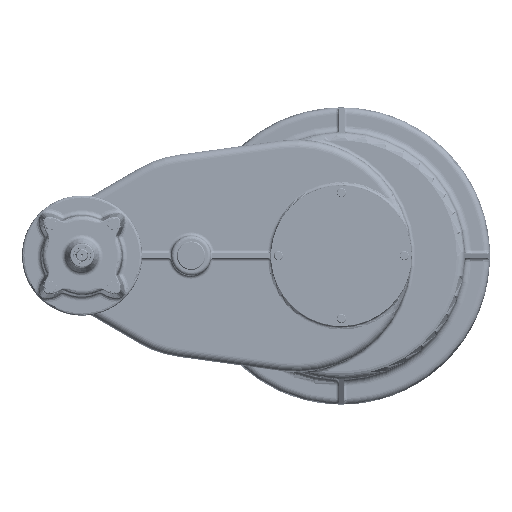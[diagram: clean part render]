
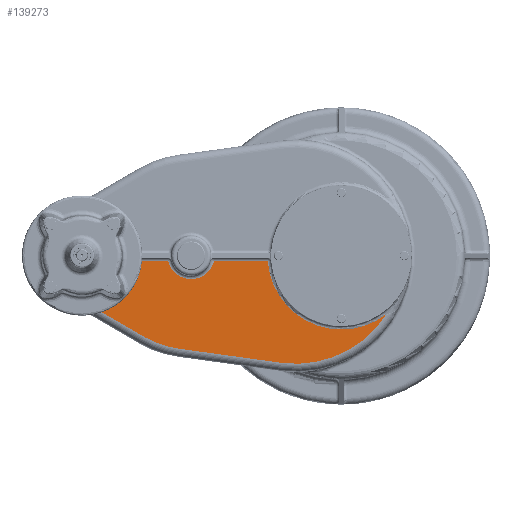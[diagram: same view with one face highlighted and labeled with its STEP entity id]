
A CAD part, top view. The second image highlights one B-rep face of the part: STEP entity #139273.
In plain terms, the highlighted planar face has unit normal (0, 0, 1).
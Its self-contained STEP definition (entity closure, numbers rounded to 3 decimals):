
#4363=LINE('',#210896,#13751);
#4365=LINE('',#210904,#13753);
#4366=LINE('',#210908,#13754);
#4408=LINE('',#211090,#13796);
#4409=LINE('',#211094,#13797);
#4410=LINE('',#211096,#13798);
#13751=VECTOR('',#165516,1000.);
#13753=VECTOR('',#165524,1000.);
#13754=VECTOR('',#165531,1000.);
#13796=VECTOR('',#165735,1000.);
#13797=VECTOR('',#165738,1000.);
#13798=VECTOR('',#165739,1000.);
#29189=ORIENTED_EDGE('',*,*,#72292,.T.);
#29190=ORIENTED_EDGE('',*,*,#72291,.T.);
#29191=ORIENTED_EDGE('',*,*,#72290,.T.);
#29192=ORIENTED_EDGE('',*,*,#72289,.T.);
#29193=ORIENTED_EDGE('',*,*,#72375,.T.);
#29194=ORIENTED_EDGE('',*,*,#72376,.T.);
#29195=ORIENTED_EDGE('',*,*,#72377,.T.);
#29196=ORIENTED_EDGE('',*,*,#72378,.T.);
#29197=ORIENTED_EDGE('',*,*,#72293,.T.);
#29198=ORIENTED_EDGE('',*,*,#72285,.T.);
#29199=ORIENTED_EDGE('',*,*,#72283,.T.);
#72283=EDGE_CURVE('',#94080,#94001,#107883,.F.);
#72285=EDGE_CURVE('',#94081,#94080,#4363,.F.);
#72289=EDGE_CURVE('',#93997,#94083,#4365,.F.);
#72290=EDGE_CURVE('',#93999,#93997,#107887,.T.);
#72291=EDGE_CURVE('',#94003,#93999,#4366,.F.);
#72292=EDGE_CURVE('',#94001,#94003,#107888,.T.);
#72293=EDGE_CURVE('',#94084,#94081,#107889,.F.);
#72375=EDGE_CURVE('',#94083,#94131,#4408,.T.);
#72376=EDGE_CURVE('',#94131,#94132,#107927,.T.);
#72377=EDGE_CURVE('',#94132,#94133,#4409,.T.);
#72378=EDGE_CURVE('',#94133,#94084,#4410,.F.);
#93997=VERTEX_POINT('',#210290);
#93999=VERTEX_POINT('',#210301);
#94001=VERTEX_POINT('',#210369);
#94003=VERTEX_POINT('',#210396);
#94080=VERTEX_POINT('',#210893);
#94081=VERTEX_POINT('',#210897);
#94083=VERTEX_POINT('',#210903);
#94084=VERTEX_POINT('',#210913);
#94131=VERTEX_POINT('',#211091);
#94132=VERTEX_POINT('',#211093);
#94133=VERTEX_POINT('',#211095);
#107883=CIRCLE('',#147602,189.);
#107887=CIRCLE('',#147609,41.);
#107888=CIRCLE('',#147612,129.1);
#107889=CIRCLE('',#147614,164.);
#107927=CIRCLE('',#147692,24.);
#117124=EDGE_LOOP('',(#29189,#29190,#29191,#29192,#29193,#29194,#29195,
#29196,#29197,#29198,#29199));
#126292=FACE_BOUND('',#117124,.T.);
#135009=PLANE('',#147691);
#139273=ADVANCED_FACE('',(#126292),#135009,.F.);
#147602=AXIS2_PLACEMENT_3D('',#210892,#165510,#165511);
#147609=AXIS2_PLACEMENT_3D('',#210906,#165527,#165528);
#147612=AXIS2_PLACEMENT_3D('',#210910,#165534,#165535);
#147614=AXIS2_PLACEMENT_3D('',#210912,#165538,#165539);
#147691=AXIS2_PLACEMENT_3D('',#211089,#165733,#165734);
#147692=AXIS2_PLACEMENT_3D('',#211092,#165736,#165737);
#165510=DIRECTION('',(0.,0.,-1.));
#165511=DIRECTION('',(-1.,0.,0.));
#165516=DIRECTION('',(-0.991,0.137,0.));
#165524=DIRECTION('',(1.,0.,0.));
#165527=DIRECTION('',(0.,0.,-1.));
#165528=DIRECTION('',(-1.,0.,0.));
#165531=DIRECTION('',(1.,0.,0.));
#165534=DIRECTION('',(0.,0.,-1.));
#165535=DIRECTION('',(-1.,0.,0.));
#165538=DIRECTION('',(0.,0.,-1.));
#165539=DIRECTION('',(-1.,0.,0.));
#165733=DIRECTION('',(0.,0.,-1.));
#165734=DIRECTION('',(-1.,0.,0.));
#165735=DIRECTION('',(0.,-1.,0.));
#165736=DIRECTION('',(0.,0.,-1.));
#165737=DIRECTION('',(-1.,0.,0.));
#165738=DIRECTION('',(-1.,0.,0.));
#165739=DIRECTION('',(-0.864,0.503,0.));
#210290=CARTESIAN_POINT('',(-302.562,-10.,274.));
#210301=CARTESIAN_POINT('',(-223.038,-10.,274.));
#210369=CARTESIAN_POINT('',(79.089,-102.038,274.));
#210396=CARTESIAN_POINT('',(-128.712,-10.,274.));
#210892=CARTESIAN_POINT('',(-80.,0.,274.));
#210893=CARTESIAN_POINT('',(-105.848,-187.224,274.));
#210896=CARTESIAN_POINT('',(-105.848,-187.224,274.));
#210897=CARTESIAN_POINT('',(-285.229,-162.459,274.));
#210903=CARTESIAN_POINT('',(-375.1,-10.,274.));
#210904=CARTESIAN_POINT('',(-375.1,-10.,274.));
#210906=CARTESIAN_POINT('',(-262.8,0.,274.));
#210908=CARTESIAN_POINT('',(-223.038,-10.,274.));
#210910=CARTESIAN_POINT('',(0.,0.,274.));
#210912=CARTESIAN_POINT('',(-262.8,0.,274.));
#210913=CARTESIAN_POINT('',(-345.316,-141.729,274.));
#211089=CARTESIAN_POINT('',(-453.6,0.,274.));
#211090=CARTESIAN_POINT('',(-375.1,0.,274.));
#211091=CARTESIAN_POINT('',(-375.1,-54.5,274.));
#211092=CARTESIAN_POINT('',(-399.1,-54.5,274.));
#211093=CARTESIAN_POINT('',(-399.1,-78.5,274.));
#211094=CARTESIAN_POINT('',(-453.6,-78.5,274.));
#211095=CARTESIAN_POINT('',(-453.918,-78.5,274.));
#211096=CARTESIAN_POINT('',(-345.316,-141.729,274.));
